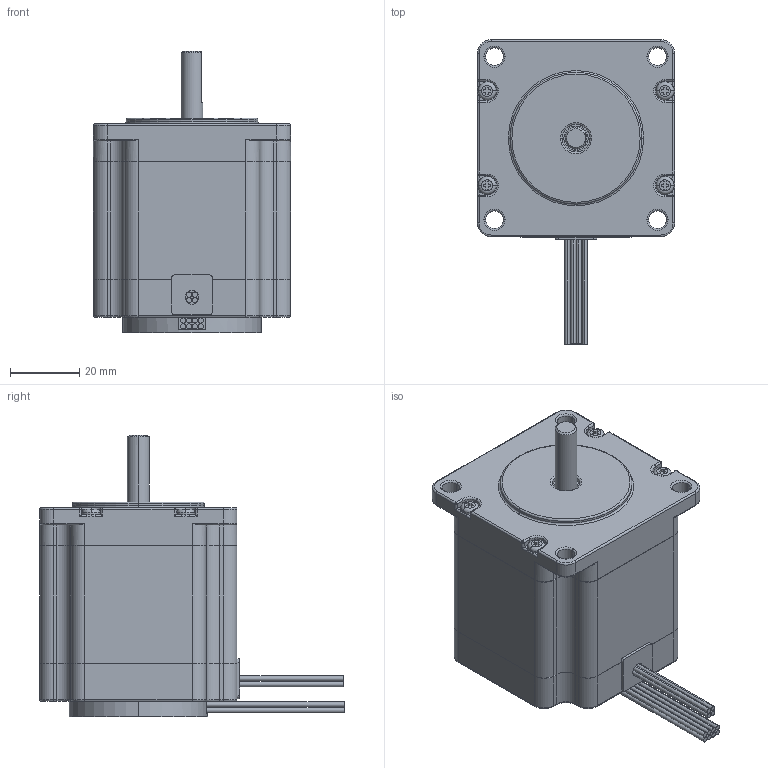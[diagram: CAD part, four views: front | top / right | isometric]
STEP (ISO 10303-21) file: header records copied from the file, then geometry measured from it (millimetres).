
FILE_DESCRIPTION (( 'STEP AP214' ), '1' );
FILE_NAME ('23HS22-2804-ME1K.STEP', '2021-11-11T05:02:45', ( '' ), ( '' ), 'SwSTEP 2.0', 'SolidWorks 2016', '' );
FILE_SCHEMA (( 'AUTOMOTIVE_DESIGN' ));
Length unit declared in the file: millimetre
Products named in the file (1): 23HS22-2804-ME1K
Bounding box: 57 x 88 x 81.5 mm (x, y, z)
Volume: 173121.5 mm3; surface area: 21989.4 mm2
Topology: 1 solids, 2 shells, 465 faces, 1146 edges, 702 vertices
Faces by surface type: cylinder 196, plane 171, torus 54, bspline 32, sphere 8, cone 4
Entity records: 18378 total; most frequent: CARTESIAN_POINT 3386, DIRECTION 2440, ORIENTED_EDGE 2276, EDGE_CURVE 1138, AXIS2_PLACEMENT_3D 922, VERTEX_POINT 702, LINE 596, VECTOR 596
